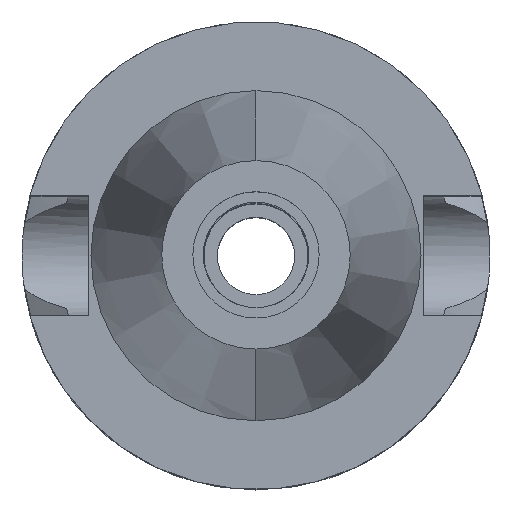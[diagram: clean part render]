
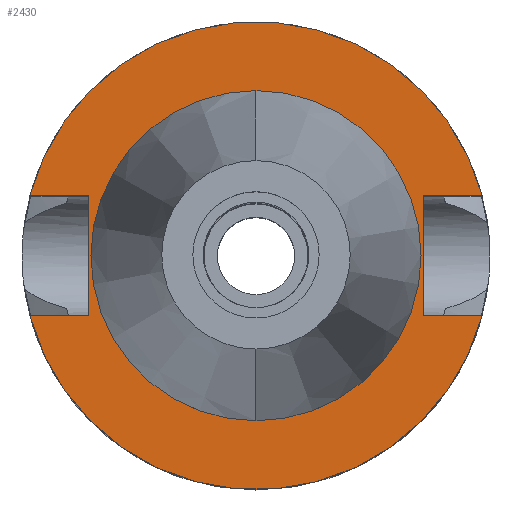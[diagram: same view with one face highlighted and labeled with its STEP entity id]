
A CAD part, top view. The second image highlights one B-rep face of the part: STEP entity #2430.
In plain terms, the highlighted planar face has unit normal (0, 0, 1).
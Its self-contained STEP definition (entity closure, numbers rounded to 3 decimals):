
#5 = ORIENTED_EDGE ( 'NONE', *, *, #1399, .F. ) ;
#69 = CARTESIAN_POINT ( 'NONE',  ( 0., 0., -1. ) ) ;
#126 = VECTOR ( 'NONE', #372, 1000. ) ;
#211 = CARTESIAN_POINT ( 'NONE',  ( -22.5, 8.05, -1. ) ) ;
#259 = CARTESIAN_POINT ( 'NONE',  ( 0., 0., -1. ) ) ;
#298 = DIRECTION ( 'NONE',  ( 1., 0., 0. ) ) ;
#356 = CARTESIAN_POINT ( 'NONE',  ( -22.5, -8.05, -1. ) ) ;
#362 = ORIENTED_EDGE ( 'NONE', *, *, #724, .F. ) ;
#372 = DIRECTION ( 'NONE',  ( 0., 1., 0. ) ) ;
#418 = DIRECTION ( 'NONE',  ( 0., -1., 0. ) ) ;
#436 = DIRECTION ( 'NONE',  ( -1., 0., 0. ) ) ;
#443 = EDGE_LOOP ( 'NONE', ( #2421, #2892, #1937, #5, #2483, #362, #1367, #2889 ) ) ;
#671 = AXIS2_PLACEMENT_3D ( 'NONE', #2125, #2900, #2425 ) ;
#722 = CARTESIAN_POINT ( 'NONE',  ( -30.454, 8.05, -1. ) ) ;
#724 = EDGE_CURVE ( 'NONE', #3136, #2609, #1405, .T. ) ;
#754 = CARTESIAN_POINT ( 'NONE',  ( 0., -22.225, -1. ) ) ;
#772 = CARTESIAN_POINT ( 'NONE',  ( 0., 0., -1. ) ) ;
#785 = VECTOR ( 'NONE', #298, 1000. ) ;
#806 = DIRECTION ( 'NONE',  ( 0., 0., -1. ) ) ;
#816 = CARTESIAN_POINT ( 'NONE',  ( 22.5, -8.05, -1. ) ) ;
#884 = PLANE ( 'NONE',  #2683 ) ;
#944 = CIRCLE ( 'NONE', #1448, 22.225 ) ;
#956 = VERTEX_POINT ( 'NONE', #1172 ) ;
#981 = EDGE_CURVE ( 'NONE', #1094, #1662, #1331, .T. ) ;
#1048 = EDGE_LOOP ( 'NONE', ( #1272, #2873 ) ) ;
#1094 = VERTEX_POINT ( 'NONE', #2746 ) ;
#1132 = LINE ( 'NONE', #816, #1637 ) ;
#1135 = EDGE_CURVE ( 'NONE', #2804, #3148, #2667, .T. ) ;
#1172 = CARTESIAN_POINT ( 'NONE',  ( -22.5, -8.05, -1. ) ) ;
#1210 = LINE ( 'NONE', #211, #2524 ) ;
#1234 = CARTESIAN_POINT ( 'NONE',  ( 22.5, 8.05, -1. ) ) ;
#1252 = AXIS2_PLACEMENT_3D ( 'NONE', #259, #2989, #2748 ) ;
#1272 = ORIENTED_EDGE ( 'NONE', *, *, #981, .F. ) ;
#1326 = CARTESIAN_POINT ( 'NONE',  ( -22.5, -8.05, -1. ) ) ;
#1331 = CIRCLE ( 'NONE', #671, 22.225 ) ;
#1364 = DIRECTION ( 'NONE',  ( 1., 0., 0. ) ) ;
#1367 = ORIENTED_EDGE ( 'NONE', *, *, #2501, .F. ) ;
#1399 = EDGE_CURVE ( 'NONE', #2682, #2798, #2389, .T. ) ;
#1405 = CIRCLE ( 'NONE', #1252, 31.5 ) ;
#1444 = CARTESIAN_POINT ( 'NONE',  ( 22.5, 8.05, -1. ) ) ;
#1448 = AXIS2_PLACEMENT_3D ( 'NONE', #69, #2437, #2723 ) ;
#1618 = FACE_OUTER_BOUND ( 'NONE', #443, .T. ) ;
#1637 = VECTOR ( 'NONE', #1364, 1000. ) ;
#1662 = VERTEX_POINT ( 'NONE', #754 ) ;
#1663 = CARTESIAN_POINT ( 'NONE',  ( 0., 0., -1. ) ) ;
#1709 = EDGE_CURVE ( 'NONE', #956, #2047, #2268, .T. ) ;
#1742 = EDGE_CURVE ( 'NONE', #2798, #2804, #1132, .T. ) ;
#1773 = DIRECTION ( 'NONE',  ( -1., 0., 0. ) ) ;
#1937 = ORIENTED_EDGE ( 'NONE', *, *, #1742, .F. ) ;
#1947 = LINE ( 'NONE', #2707, #785 ) ;
#1975 = EDGE_CURVE ( 'NONE', #1662, #1094, #944, .T. ) ;
#1987 = DIRECTION ( 'NONE',  ( 0., -1., 0. ) ) ;
#2035 = CARTESIAN_POINT ( 'NONE',  ( 22.5, -8.05, -1. ) ) ;
#2047 = VERTEX_POINT ( 'NONE', #2217 ) ;
#2125 = CARTESIAN_POINT ( 'NONE',  ( 0., 0., -1. ) ) ;
#2138 = AXIS2_PLACEMENT_3D ( 'NONE', #772, #806, #1987 ) ;
#2163 = EDGE_CURVE ( 'NONE', #2682, #2609, #1947, .T. ) ;
#2166 = CARTESIAN_POINT ( 'NONE',  ( -30.454, -8.05, -1. ) ) ;
#2217 = CARTESIAN_POINT ( 'NONE',  ( -22.5, 8.05, -1. ) ) ;
#2268 = LINE ( 'NONE', #1326, #126 ) ;
#2271 = EDGE_CURVE ( 'NONE', #956, #3148, #2785, .T. ) ;
#2374 = DIRECTION ( 'NONE',  ( 0., -1., 0. ) ) ;
#2389 = LINE ( 'NONE', #1444, #2818 ) ;
#2421 = ORIENTED_EDGE ( 'NONE', *, *, #2271, .T. ) ;
#2424 = VECTOR ( 'NONE', #1773, 1000. ) ;
#2425 = DIRECTION ( 'NONE',  ( 0., 1., 0. ) ) ;
#2430 = ADVANCED_FACE ( 'NONE', ( #1618, #2876 ), #884, .F. ) ;
#2437 = DIRECTION ( 'NONE',  ( 0., 0., 1. ) ) ;
#2483 = ORIENTED_EDGE ( 'NONE', *, *, #2163, .T. ) ;
#2490 = CARTESIAN_POINT ( 'NONE',  ( 30.454, 8.05, -1. ) ) ;
#2501 = EDGE_CURVE ( 'NONE', #2047, #3136, #1210, .T. ) ;
#2524 = VECTOR ( 'NONE', #436, 1000. ) ;
#2609 = VERTEX_POINT ( 'NONE', #2490 ) ;
#2613 = DIRECTION ( 'NONE',  ( 0., 0., -1. ) ) ;
#2667 = CIRCLE ( 'NONE', #2138, 31.5 ) ;
#2682 = VERTEX_POINT ( 'NONE', #1234 ) ;
#2683 = AXIS2_PLACEMENT_3D ( 'NONE', #1663, #2613, #418 ) ;
#2707 = CARTESIAN_POINT ( 'NONE',  ( 22.5, 8.05, -1. ) ) ;
#2723 = DIRECTION ( 'NONE',  ( 0., -1., 0. ) ) ;
#2746 = CARTESIAN_POINT ( 'NONE',  ( 0., 22.225, -1. ) ) ;
#2748 = DIRECTION ( 'NONE',  ( 0., 1., 0. ) ) ;
#2785 = LINE ( 'NONE', #356, #2424 ) ;
#2798 = VERTEX_POINT ( 'NONE', #2035 ) ;
#2804 = VERTEX_POINT ( 'NONE', #3021 ) ;
#2818 = VECTOR ( 'NONE', #2374, 1000. ) ;
#2873 = ORIENTED_EDGE ( 'NONE', *, *, #1975, .F. ) ;
#2876 = FACE_BOUND ( 'NONE', #1048, .T. ) ;
#2889 = ORIENTED_EDGE ( 'NONE', *, *, #1709, .F. ) ;
#2892 = ORIENTED_EDGE ( 'NONE', *, *, #1135, .F. ) ;
#2900 = DIRECTION ( 'NONE',  ( 0., 0., 1. ) ) ;
#2989 = DIRECTION ( 'NONE',  ( 0., 0., -1. ) ) ;
#3021 = CARTESIAN_POINT ( 'NONE',  ( 30.454, -8.05, -1. ) ) ;
#3136 = VERTEX_POINT ( 'NONE', #722 ) ;
#3148 = VERTEX_POINT ( 'NONE', #2166 ) ;
